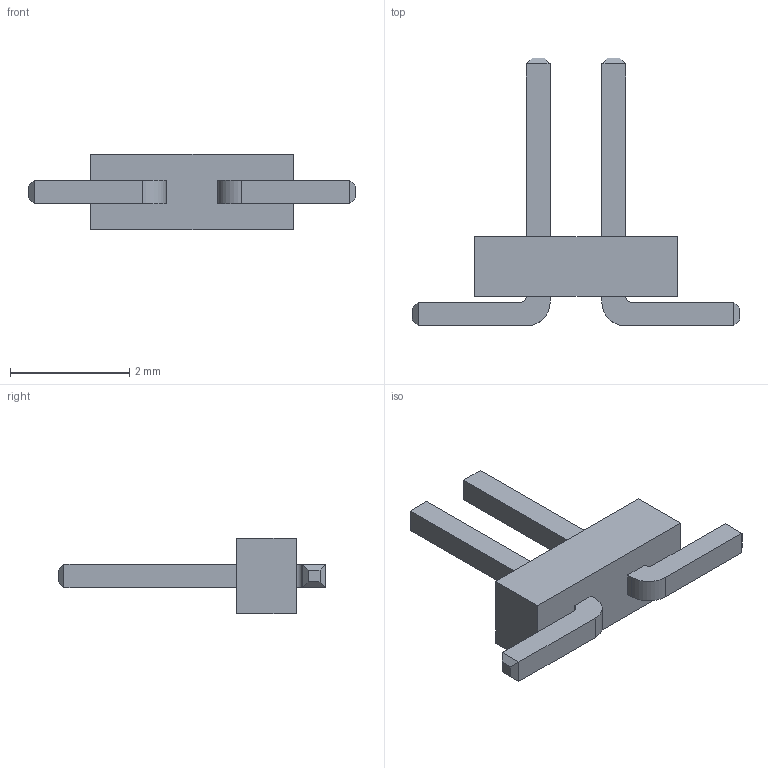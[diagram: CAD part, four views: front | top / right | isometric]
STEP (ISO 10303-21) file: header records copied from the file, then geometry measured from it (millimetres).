
FILE_DESCRIPTION (( 'STEP AP214' ), '1' );
FILE_NAME ('User Library-RM127_2pin_Header.STEP', '2012-11-20T10:56:01', ( 'Windows User' ), ( '' ), 'SwSTEP 2.0', 'SolidWorks 2013', '' );
FILE_SCHEMA (( 'AUTOMOTIVE_DESIGN' ));
Length unit declared in the file: millimetre
Products named in the file (1): User Library-RM127_2pin_Header
Bounding box: 5.5 x 4.5 x 1.27 mm (x, y, z)
Volume: 6 mm3; surface area: 34.6 mm2
Topology: 1 solids, 1 shells, 48 faces, 110 edges, 68 vertices
Faces by surface type: plane 44, cylinder 4
Entity records: 1876 total; most frequent: CARTESIAN_POINT 227, ORIENTED_EDGE 220, DIRECTION 216, EDGE_CURVE 110, VECTOR 102, LINE 102, VERTEX_POINT 68, AXIS2_PLACEMENT_3D 57
